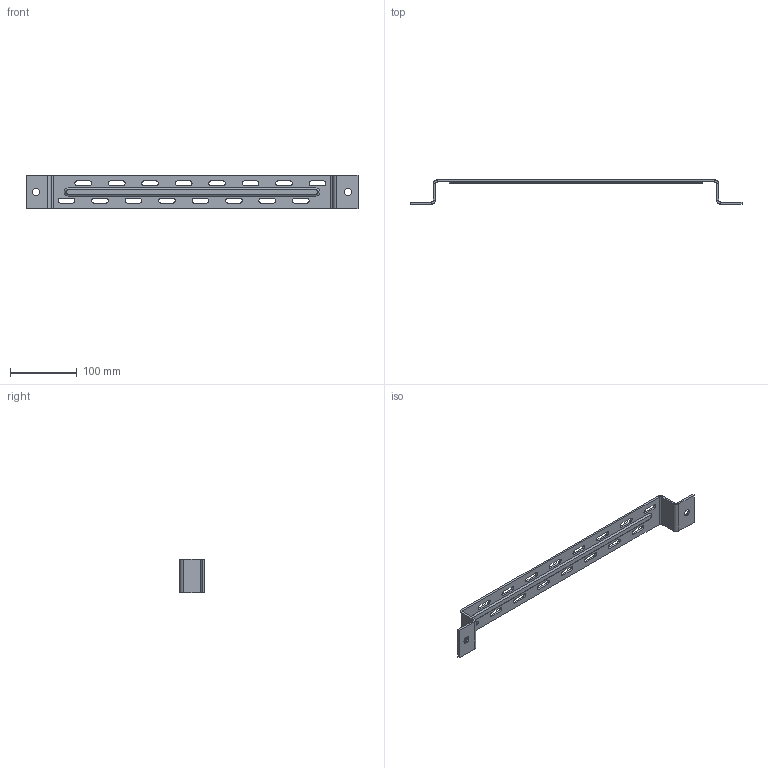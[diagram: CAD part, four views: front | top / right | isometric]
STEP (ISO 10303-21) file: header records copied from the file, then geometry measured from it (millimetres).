
FILE_DESCRIPTION (( 'STEP AP203' ), '1' );
FILE_NAME ('Êðåïëåíèå ÒÌ_BMM1040.STEP', '2012-11-19T08:09:26', ( 'Àñååâ' ), ( '' ), 'SwSTEP 2.0', 'SolidWorks 2012', '' );
FILE_SCHEMA (( 'CONFIG_CONTROL_DESIGN' ));
Length unit declared in the file: millimetre
Products named in the file (1): Êðåïëåíèå ÒÌ_BMM1040
Bounding box: 496 x 36 x 50 mm (x, y, z)
Volume: 73296.3 mm3; surface area: 58770.8 mm2
Topology: 1 solids, 1 shells, 123 faces, 322 edges, 204 vertices
Faces by surface type: plane 71, cylinder 44, cone 8
Full cylindrical faces by diameter (mm): 10.5 x2
Entity records: 3903 total; most frequent: DIRECTION 672, CARTESIAN_POINT 648, ORIENTED_EDGE 640, EDGE_CURVE 320, AXIS2_PLACEMENT_3D 228, VECTOR 216, LINE 216, VERTEX_POINT 204
